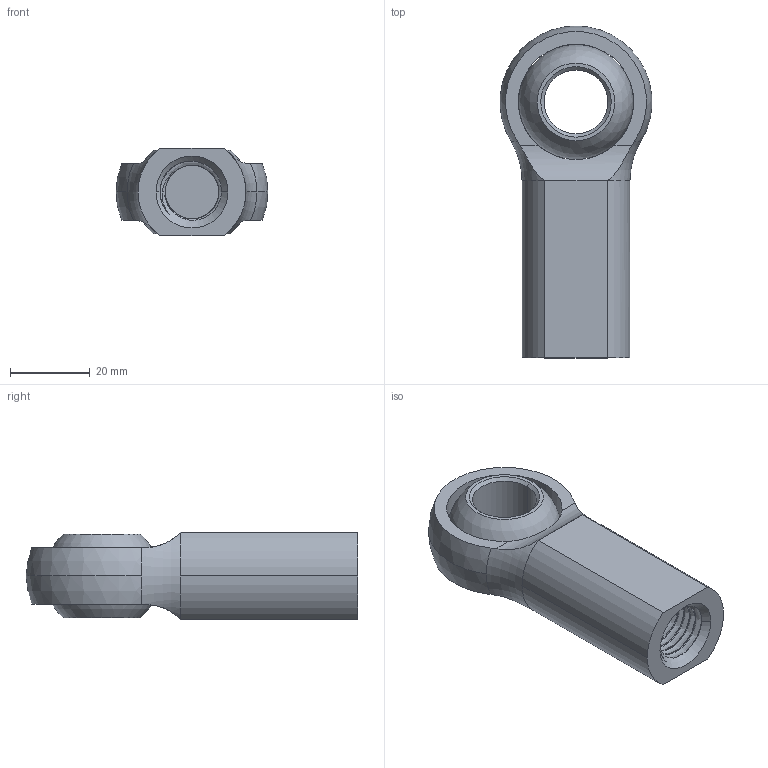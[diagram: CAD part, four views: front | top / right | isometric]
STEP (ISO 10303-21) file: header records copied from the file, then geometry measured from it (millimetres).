
FILE_DESCRIPTION (( 'STEP AP203' ), '1' );
FILE_NAME ('4483T461.step', '2012-04-16T17:38:44', ( 'Admin' ), ( 'Microsoft' ), 'SwSTEP 2.0', 'SolidWorks 2009', '' );
FILE_SCHEMA (( 'CONFIG_CONTROL_DESIGN' ));
Length unit declared in the file: millimetre
Products named in the file (1): 4483T461
Bounding box: 37.94 x 83 x 22 mm (x, y, z)
Volume: 31711.1 mm3; surface area: 13493.5 mm2
Topology: 2 solids, 2 shells, 68 faces, 187 edges, 122 vertices
Faces by surface type: cylinder 42, plane 9, cone 7, sphere 4, torus 3, bspline 3
Entity records: 13526 total; most frequent: CARTESIAN_POINT 11901, ORIENTED_EDGE 370, DIRECTION 271, EDGE_CURVE 185, VERTEX_POINT 122, AXIS2_PLACEMENT_3D 107, EDGE_LOOP 73, ADVANCED_FACE 68
